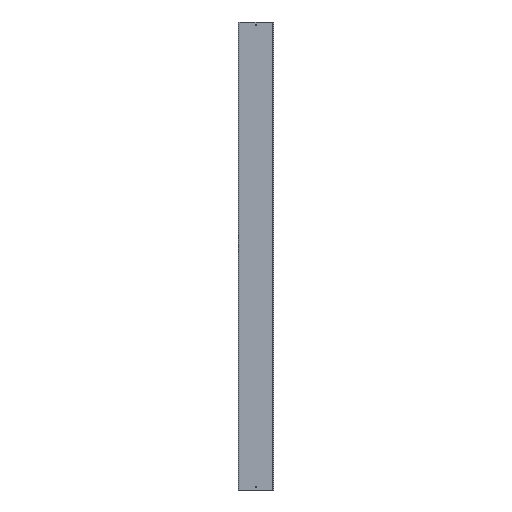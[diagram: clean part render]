
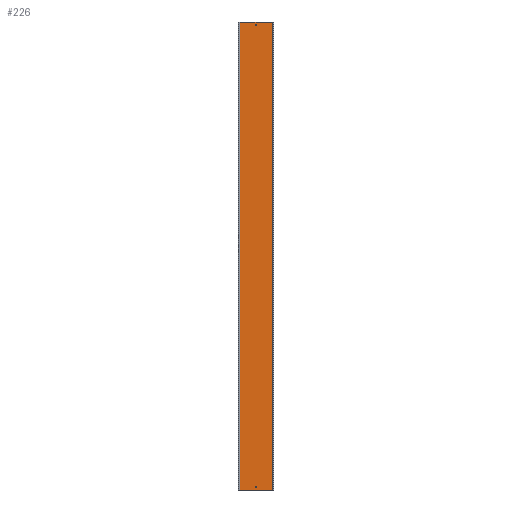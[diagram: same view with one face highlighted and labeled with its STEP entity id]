
A CAD part, front view. The second image highlights one B-rep face of the part: STEP entity #226.
In plain terms, the highlighted planar face has unit normal (0, -1, 0).
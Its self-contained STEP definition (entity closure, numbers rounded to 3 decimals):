
#19 = CIRCLE ( 'NONE', #54, 2.75 ) ;
#27 = VECTOR ( 'NONE', #59, 1000. ) ;
#42 = DIRECTION ( 'NONE',  ( -1., 0., 0. ) ) ;
#50 = DIRECTION ( 'NONE',  ( -1., 0., 0. ) ) ;
#54 = AXIS2_PLACEMENT_3D ( 'NONE', #96, #511, #235 ) ;
#59 = DIRECTION ( 'NONE',  ( 1., 0., 0. ) ) ;
#64 = VECTOR ( 'NONE', #461, 1000. ) ;
#67 = VERTEX_POINT ( 'NONE', #72 ) ;
#72 = CARTESIAN_POINT ( 'NONE',  ( -2.75, -1.5, -1236. ) ) ;
#74 = EDGE_CURVE ( 'NONE', #217, #338, #539, .T. ) ;
#85 = CARTESIAN_POINT ( 'NONE',  ( 0., -1.5, -1236. ) ) ;
#96 = CARTESIAN_POINT ( 'NONE',  ( 0., -1.5, 1236. ) ) ;
#105 = AXIS2_PLACEMENT_3D ( 'NONE', #519, #342, #42 ) ;
#132 = ORIENTED_EDGE ( 'NONE', *, *, #550, .F. ) ;
#141 = DIRECTION ( 'NONE',  ( 0., -1., 0. ) ) ;
#143 = VECTOR ( 'NONE', #273, 1000. ) ;
#146 = AXIS2_PLACEMENT_3D ( 'NONE', #190, #141, #50 ) ;
#164 = ORIENTED_EDGE ( 'NONE', *, *, #289, .F. ) ;
#182 = AXIS2_PLACEMENT_3D ( 'NONE', #471, #243, #514 ) ;
#187 = CARTESIAN_POINT ( 'NONE',  ( 91.817, -1.5, 1250. ) ) ;
#190 = CARTESIAN_POINT ( 'NONE',  ( 0., -1.5, -1236. ) ) ;
#195 = EDGE_CURVE ( 'NONE', #419, #245, #19, .T. ) ;
#196 = CARTESIAN_POINT ( 'NONE',  ( -2.75, -1.5, 1236. ) ) ;
#217 = VERTEX_POINT ( 'NONE', #292 ) ;
#226 = ADVANCED_FACE ( 'NONE', ( #475, #612, #520 ), #246, .F. ) ;
#235 = DIRECTION ( 'NONE',  ( -1., 0., 0. ) ) ;
#239 = VERTEX_POINT ( 'NONE', #614 ) ;
#243 = DIRECTION ( 'NONE',  ( 0., -1., 0. ) ) ;
#245 = VERTEX_POINT ( 'NONE', #283 ) ;
#246 = PLANE ( 'NONE',  #105 ) ;
#248 = CARTESIAN_POINT ( 'NONE',  ( -91.817, -1.5, -1250. ) ) ;
#258 = DIRECTION ( 'NONE',  ( 1., 0., 0. ) ) ;
#269 = VERTEX_POINT ( 'NONE', #463 ) ;
#273 = DIRECTION ( 'NONE',  ( 0., 0., -1. ) ) ;
#283 = CARTESIAN_POINT ( 'NONE',  ( 2.75, -1.5, 1236. ) ) ;
#286 = EDGE_LOOP ( 'NONE', ( #423, #311 ) ) ;
#289 = EDGE_CURVE ( 'NONE', #245, #419, #344, .T. ) ;
#292 = CARTESIAN_POINT ( 'NONE',  ( -91.817, -1.5, 1250. ) ) ;
#298 = EDGE_LOOP ( 'NONE', ( #368, #132, #458, #500 ) ) ;
#311 = ORIENTED_EDGE ( 'NONE', *, *, #313, .F. ) ;
#313 = EDGE_CURVE ( 'NONE', #269, #67, #524, .T. ) ;
#328 = DIRECTION ( 'NONE',  ( -1., 0., 0. ) ) ;
#338 = VERTEX_POINT ( 'NONE', #248 ) ;
#342 = DIRECTION ( 'NONE',  ( 0., 1., 0. ) ) ;
#344 = CIRCLE ( 'NONE', #182, 2.75 ) ;
#346 = AXIS2_PLACEMENT_3D ( 'NONE', #85, #373, #328 ) ;
#361 = LINE ( 'NONE', #541, #381 ) ;
#368 = ORIENTED_EDGE ( 'NONE', *, *, #488, .T. ) ;
#373 = DIRECTION ( 'NONE',  ( 0., -1., 0. ) ) ;
#380 = VERTEX_POINT ( 'NONE', #576 ) ;
#381 = VECTOR ( 'NONE', #258, 1000. ) ;
#394 = CARTESIAN_POINT ( 'NONE',  ( 94., -1.5, 1250. ) ) ;
#419 = VERTEX_POINT ( 'NONE', #196 ) ;
#420 = CIRCLE ( 'NONE', #346, 2.75 ) ;
#423 = ORIENTED_EDGE ( 'NONE', *, *, #543, .F. ) ;
#458 = ORIENTED_EDGE ( 'NONE', *, *, #480, .F. ) ;
#461 = DIRECTION ( 'NONE',  ( 0., 0., -1. ) ) ;
#463 = CARTESIAN_POINT ( 'NONE',  ( 2.75, -1.5, -1236. ) ) ;
#471 = CARTESIAN_POINT ( 'NONE',  ( 0., -1.5, 1236. ) ) ;
#473 = EDGE_LOOP ( 'NONE', ( #611, #164 ) ) ;
#475 = FACE_BOUND ( 'NONE', #286, .T. ) ;
#480 = EDGE_CURVE ( 'NONE', #217, #380, #486, .T. ) ;
#486 = LINE ( 'NONE', #394, #27 ) ;
#488 = EDGE_CURVE ( 'NONE', #338, #239, #361, .T. ) ;
#500 = ORIENTED_EDGE ( 'NONE', *, *, #74, .T. ) ;
#502 = LINE ( 'NONE', #187, #64 ) ;
#504 = CARTESIAN_POINT ( 'NONE',  ( -91.817, -1.5, 1250. ) ) ;
#511 = DIRECTION ( 'NONE',  ( 0., -1., 0. ) ) ;
#514 = DIRECTION ( 'NONE',  ( -1., 0., 0. ) ) ;
#519 = CARTESIAN_POINT ( 'NONE',  ( 94., -1.5, 1250. ) ) ;
#520 = FACE_OUTER_BOUND ( 'NONE', #298, .T. ) ;
#524 = CIRCLE ( 'NONE', #146, 2.75 ) ;
#539 = LINE ( 'NONE', #504, #143 ) ;
#541 = CARTESIAN_POINT ( 'NONE',  ( 94., -1.5, -1250. ) ) ;
#543 = EDGE_CURVE ( 'NONE', #67, #269, #420, .T. ) ;
#550 = EDGE_CURVE ( 'NONE', #380, #239, #502, .T. ) ;
#576 = CARTESIAN_POINT ( 'NONE',  ( 91.817, -1.5, 1250. ) ) ;
#611 = ORIENTED_EDGE ( 'NONE', *, *, #195, .F. ) ;
#612 = FACE_BOUND ( 'NONE', #473, .T. ) ;
#614 = CARTESIAN_POINT ( 'NONE',  ( 91.817, -1.5, -1250. ) ) ;
